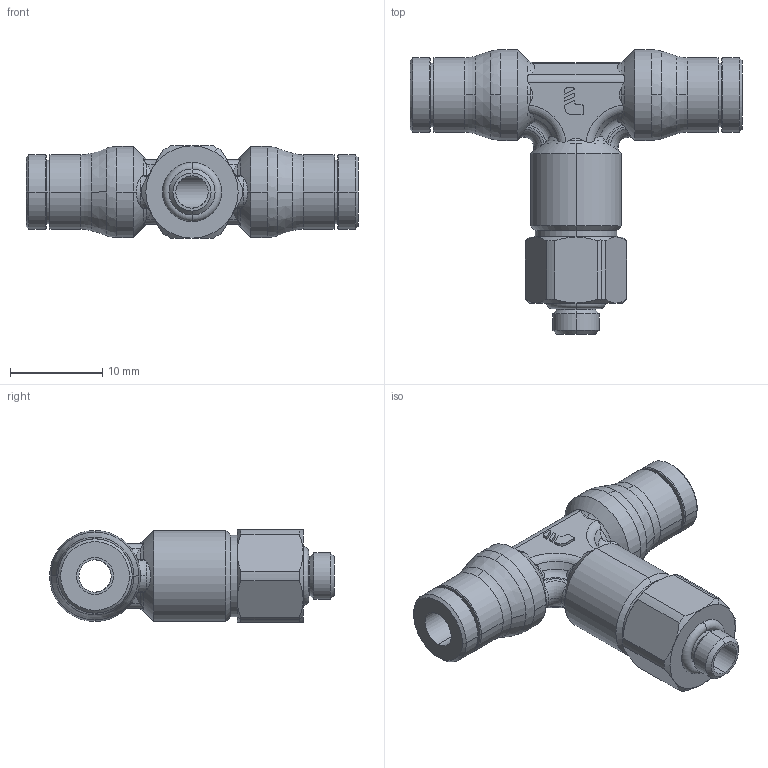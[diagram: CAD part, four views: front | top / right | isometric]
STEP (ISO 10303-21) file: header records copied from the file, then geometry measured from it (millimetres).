
FILE_DESCRIPTION(('STEP AP214'),'1');
FILE_NAME('3698_04_19.stp','2016-07-07T14:19:01',('TraceParts'),('TraceParts S.A.'),'Spatial InterOp 3D',' ',' ');
FILE_SCHEMA(('automotive_design'));
Length unit declared in the file: millimetre
Products named in the file (1): 1
Bounding box: 36 x 30.9 x 10 mm (x, y, z)
Volume: 2822.9 mm3; surface area: 2515.1 mm2
Topology: 1 solids, 1 shells, 213 faces, 560 edges, 359 vertices
Faces by surface type: cone 64, cylinder 54, plane 53, torus 42
Entity records: 7192 total; most frequent: CARTESIAN_POINT 2067, ORIENTED_EDGE 1120, DIRECTION 1077, EDGE_CURVE 560, AXIS2_PLACEMENT_3D 471, VERTEX_POINT 359, CIRCLE 255, EDGE_LOOP 227
